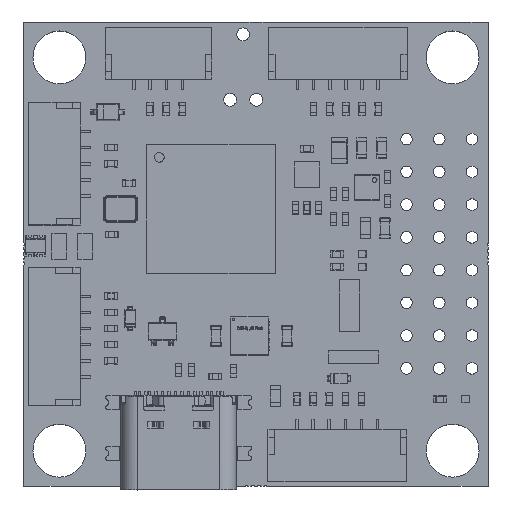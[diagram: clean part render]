
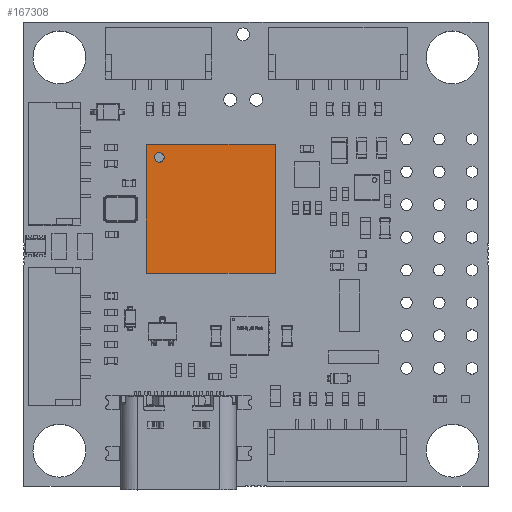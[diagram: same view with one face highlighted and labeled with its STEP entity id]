
A CAD part, top view. The second image highlights one B-rep face of the part: STEP entity #167308.
In plain terms, the highlighted planar face has unit normal (0, 0, 1).
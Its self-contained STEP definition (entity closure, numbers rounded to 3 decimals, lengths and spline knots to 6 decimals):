
#8776=CIRCLE('',#200976,0.000375);
#30558=ORIENTED_EDGE('',*,*,#70152,.T.);
#30559=ORIENTED_EDGE('',*,*,#70153,.T.);
#30560=ORIENTED_EDGE('',*,*,#70154,.T.);
#30561=ORIENTED_EDGE('',*,*,#70155,.T.);
#30562=ORIENTED_EDGE('',*,*,#70156,.F.);
#70152=EDGE_CURVE('',#91087,#91088,#108101,.T.);
#70153=EDGE_CURVE('',#91088,#91089,#108102,.T.);
#70154=EDGE_CURVE('',#91089,#91090,#108103,.T.);
#70155=EDGE_CURVE('',#91090,#91087,#108104,.T.);
#70156=EDGE_CURVE('',#91091,#91091,#8776,.T.);
#91087=VERTEX_POINT('',#275862);
#91088=VERTEX_POINT('',#275863);
#91089=VERTEX_POINT('',#275865);
#91090=VERTEX_POINT('',#275867);
#91091=VERTEX_POINT('',#275870);
#108101=LINE('',#275861,#127280);
#108102=LINE('',#275864,#127281);
#108103=LINE('',#275866,#127282);
#108104=LINE('',#275868,#127283);
#127280=VECTOR('',#227641,1.);
#127281=VECTOR('',#227642,1.);
#127282=VECTOR('',#227643,1.);
#127283=VECTOR('',#227644,1.);
#141973=EDGE_LOOP('',(#30558,#30559,#30560,#30561));
#141974=EDGE_LOOP('',(#30562));
#151815=FACE_BOUND('',#141973,.T.);
#151816=FACE_BOUND('',#141974,.T.);
#160148=PLANE('',#200975);
#167308=ADVANCED_FACE('',(#151815,#151816),#160148,.F.);
#200975=AXIS2_PLACEMENT_3D('',#275860,#227639,#227640);
#200976=AXIS2_PLACEMENT_3D('',#275869,#227645,#227646);
#227639=DIRECTION('',(0.,0.,-1.));
#227640=DIRECTION('',(0.,1.,0.));
#227641=DIRECTION('',(0.,1.,0.));
#227642=DIRECTION('',(-1.,0.,0.));
#227643=DIRECTION('',(0.,-1.,0.));
#227644=DIRECTION('',(1.,0.,0.));
#227645=DIRECTION('',(0.,0.,1.));
#227646=DIRECTION('',(0.,-1.,0.));
#275860=CARTESIAN_POINT('',(0.0195,0.0265,0.001));
#275861=CARTESIAN_POINT('',(0.0195,0.0165,0.001));
#275862=CARTESIAN_POINT('',(0.0195,0.0165,0.001));
#275863=CARTESIAN_POINT('',(0.0195,0.0265,0.001));
#275864=CARTESIAN_POINT('',(0.0095,0.0265,0.001));
#275865=CARTESIAN_POINT('',(0.0095,0.0265,0.001));
#275866=CARTESIAN_POINT('',(0.0095,0.0165,0.001));
#275867=CARTESIAN_POINT('',(0.0095,0.0165,0.001));
#275868=CARTESIAN_POINT('',(0.0095,0.0165,0.001));
#275869=CARTESIAN_POINT('',(0.0105,0.0255,0.001));
#275870=CARTESIAN_POINT('',(0.0105,0.025125,0.001));
